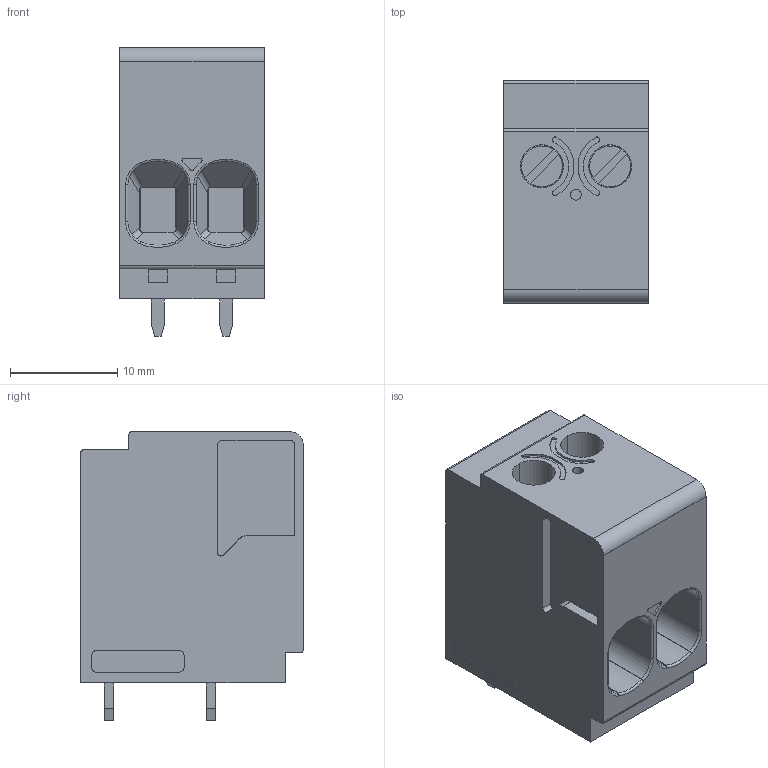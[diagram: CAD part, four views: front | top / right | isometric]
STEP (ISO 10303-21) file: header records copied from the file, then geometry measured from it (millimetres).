
FILE_DESCRIPTION(('STEP AP214'),'1');
FILE_NAME('cctmp_C7D62935-E55A-4344-9E92-44335572FD35_2022_04_21_15_22_49_0229_8148..stp','2022-04-21T15:22:49',('PHOENIX CONTACT Deutschland GmbH'),('CADClick - www.CADClick.com'),'Spatial InterOp 3D',' ','unknown authorization');
FILE_SCHEMA(('AUTOMOTIVE_DESIGN'));
Length unit declared in the file: millimetre
Products named in the file (8): cc_unnamed; 2022_04_21_15_22_49_0198; 2022_04_21_15_22_49_0166; 2022_04_21_15_22_49_0135; 2022_04_21_15_22_49_0104; 2022_04_21_15_22_49_0073; 2022_04_21_15_22_49_0041; 2022_04_21_15_22_49_0010
Assembly tree (7 placements, depth 2):
  cc_unnamed
    2022_04_21_15_22_49_0198
    2022_04_21_15_22_49_0166
    2022_04_21_15_22_49_0135
    2022_04_21_15_22_49_0104
    2022_04_21_15_22_49_0073
    2022_04_21_15_22_49_0041
    2022_04_21_15_22_49_0010
Bounding box: 13.5 x 20.75 x 26.9 mm (x, y, z)
Volume: 5142.5 mm3; surface area: 4181 mm2
Topology: 7 solids, 7 shells, 925 faces, 2555 edges, 1706 vertices
Faces by surface type: plane 703, cylinder 175, bspline 33, torus 14
Entity records: 61203 total; most frequent: CARTESIAN_POINT 10047, ORIENTED_EDGE 5110, STYLED_ITEM 4929, PRESENTATION_STYLE_ASSIGNMENT 4929, COLOUR_RGB 4929, DIRECTION 4491, EDGE_CURVE 2555, CURVE_STYLE 2467
